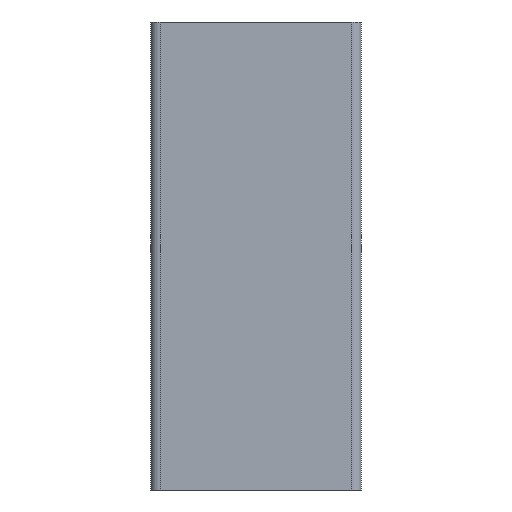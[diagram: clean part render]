
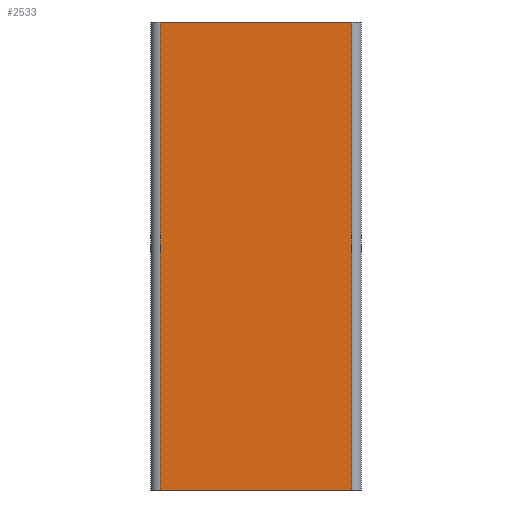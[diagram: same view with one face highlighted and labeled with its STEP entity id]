
A CAD part, left-side view. The second image highlights one B-rep face of the part: STEP entity #2533.
In plain terms, the highlighted planar face has unit normal (-1, 0, 0).
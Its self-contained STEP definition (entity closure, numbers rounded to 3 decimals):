
#51=PLANE('',#2767);
#170=FACE_OUTER_BOUND('',#306,.T.);
#306=EDGE_LOOP('',(#2164,#2165,#2166,#2167));
#490=LINE('',#3647,#782);
#624=LINE('',#4020,#916);
#695=LINE('',#4193,#987);
#697=LINE('',#4196,#989);
#782=VECTOR('',#2903,10.);
#916=VECTOR('',#3193,10.);
#987=VECTOR('',#3368,10.);
#989=VECTOR('',#3372,10.);
#1081=VERTEX_POINT('',#3644);
#1082=VERTEX_POINT('',#3646);
#1242=VERTEX_POINT('',#4017);
#1243=VERTEX_POINT('',#4019);
#1336=EDGE_CURVE('',#1081,#1082,#490,.T.);
#1524=EDGE_CURVE('',#1243,#1242,#624,.T.);
#1617=EDGE_CURVE('',#1243,#1081,#695,.T.);
#1619=EDGE_CURVE('',#1082,#1242,#697,.T.);
#2164=ORIENTED_EDGE('',*,*,#1617,.F.);
#2165=ORIENTED_EDGE('',*,*,#1524,.T.);
#2166=ORIENTED_EDGE('',*,*,#1619,.F.);
#2167=ORIENTED_EDGE('',*,*,#1336,.F.);
#2533=ADVANCED_FACE('',(#170),#51,.T.);
#2767=AXIS2_PLACEMENT_3D('',#4195,#3370,#3371);
#2903=DIRECTION('',(0.,1.,0.));
#3193=DIRECTION('',(0.,1.,0.));
#3368=DIRECTION('',(0.,0.,-1.));
#3370=DIRECTION('center_axis',(-1.,0.,0.));
#3371=DIRECTION('ref_axis',(0.,0.,1.));
#3372=DIRECTION('',(0.,0.,1.));
#3644=CARTESIAN_POINT('',(-12.5,-20.5,0.));
#3646=CARTESIAN_POINT('',(-12.5,20.5,0.));
#3647=CARTESIAN_POINT('',(-12.5,-11.25,0.));
#4017=CARTESIAN_POINT('',(-12.5,20.5,100.));
#4019=CARTESIAN_POINT('',(-12.5,-20.5,100.));
#4020=CARTESIAN_POINT('',(-12.5,-11.25,100.));
#4193=CARTESIAN_POINT('',(-12.5,-20.5,0.));
#4195=CARTESIAN_POINT('Origin',(-12.5,-22.5,0.));
#4196=CARTESIAN_POINT('',(-12.5,20.5,0.));
